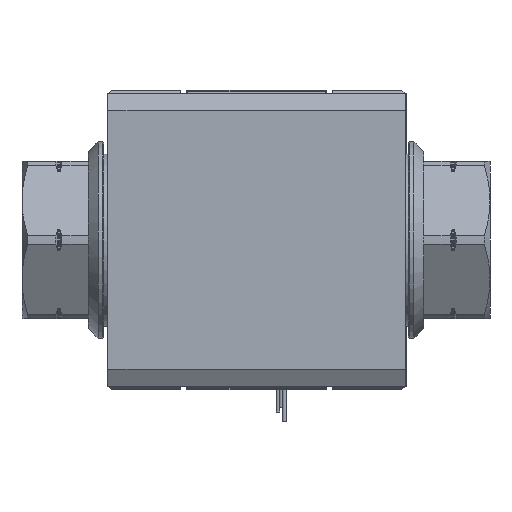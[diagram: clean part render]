
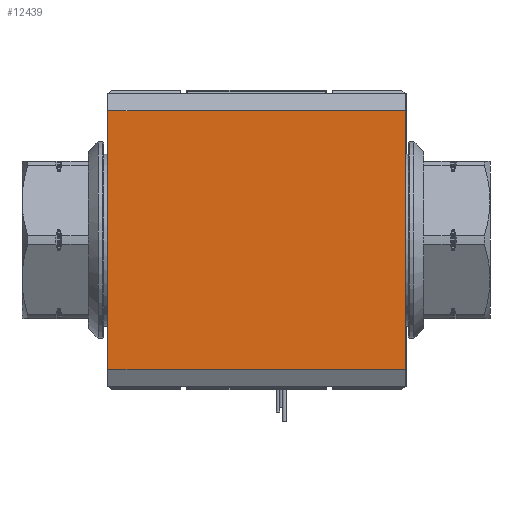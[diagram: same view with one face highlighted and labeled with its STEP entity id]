
A CAD part, front view. The second image highlights one B-rep face of the part: STEP entity #12439.
In plain terms, the highlighted planar face has unit normal (0, -1, 0).
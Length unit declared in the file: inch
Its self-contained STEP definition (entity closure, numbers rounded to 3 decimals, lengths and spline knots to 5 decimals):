
#2310 = ORIENTED_EDGE ( 'NONE', *, *, #41084, .T. ) ;
#2476 = ORIENTED_EDGE ( 'NONE', *, *, #10153, .T. ) ;
#2487 = ORIENTED_EDGE ( 'NONE', *, *, #14015, .F. ) ;
#4512 = VERTEX_POINT ( 'NONE', #13889 ) ;
#5041 = DIRECTION ( 'NONE',  ( 0., 1., 0. ) ) ;
#5697 = CARTESIAN_POINT ( 'NONE',  ( 1.19094, -1.27953, 1.03685 ) ) ;
#5892 = CARTESIAN_POINT ( 'NONE',  ( 1.19094, -1.27953, 1.03685 ) ) ;
#8538 = AXIS2_PLACEMENT_3D ( 'NONE', #19702, #5041, #41853 ) ;
#8805 = LINE ( 'NONE', #30712, #36511 ) ;
#10153 = EDGE_CURVE ( 'NONE', #4512, #37202, #8805, .T. ) ;
#12399 = LINE ( 'NONE', #27091, #14894 ) ;
#12439 = ADVANCED_FACE ( 'NONE', ( #38473 ), #34168, .F. ) ;
#13889 = CARTESIAN_POINT ( 'NONE',  ( -1.19094, -1.27953, 1.03685 ) ) ;
#14015 = EDGE_CURVE ( 'NONE', #4512, #37653, #38866, .T. ) ;
#14826 = VECTOR ( 'NONE', #16929, 39.37008 ) ;
#14894 = VECTOR ( 'NONE', #41785, 39.37008 ) ;
#16929 = DIRECTION ( 'NONE',  ( 1., 0., 0. ) ) ;
#18472 = VECTOR ( 'NONE', #44130, 39.37008 ) ;
#18844 = CARTESIAN_POINT ( 'NONE',  ( 1.19094, -1.27953, -1.03685 ) ) ;
#19702 = CARTESIAN_POINT ( 'NONE',  ( 1.19094, -1.27953, 1.03685 ) ) ;
#24427 = EDGE_CURVE ( 'NONE', #37653, #43374, #12399, .T. ) ;
#27091 = CARTESIAN_POINT ( 'NONE',  ( 1.19094, -1.27953, 0. ) ) ;
#27351 = EDGE_LOOP ( 'NONE', ( #2310, #45261, #2487, #2476 ) ) ;
#30712 = CARTESIAN_POINT ( 'NONE',  ( -1.19094, -1.27953, 0. ) ) ;
#34168 = PLANE ( 'NONE',  #8538 ) ;
#36511 = VECTOR ( 'NONE', #42467, 39.37008 ) ;
#37202 = VERTEX_POINT ( 'NONE', #46205 ) ;
#37653 = VERTEX_POINT ( 'NONE', #5697 ) ;
#38473 = FACE_OUTER_BOUND ( 'NONE', #27351, .T. ) ;
#38866 = LINE ( 'NONE', #5892, #14826 ) ;
#41084 = EDGE_CURVE ( 'NONE', #37202, #43374, #43879, .T. ) ;
#41785 = DIRECTION ( 'NONE',  ( 0., 0., -1. ) ) ;
#41853 = DIRECTION ( 'NONE',  ( 0., 0., 1. ) ) ;
#42467 = DIRECTION ( 'NONE',  ( 0., 0., -1. ) ) ;
#42650 = CARTESIAN_POINT ( 'NONE',  ( 1.19094, -1.27953, -1.03685 ) ) ;
#43374 = VERTEX_POINT ( 'NONE', #42650 ) ;
#43879 = LINE ( 'NONE', #18844, #18472 ) ;
#44130 = DIRECTION ( 'NONE',  ( 1., 0., 0. ) ) ;
#45261 = ORIENTED_EDGE ( 'NONE', *, *, #24427, .F. ) ;
#46205 = CARTESIAN_POINT ( 'NONE',  ( -1.19094, -1.27953, -1.03685 ) ) ;
